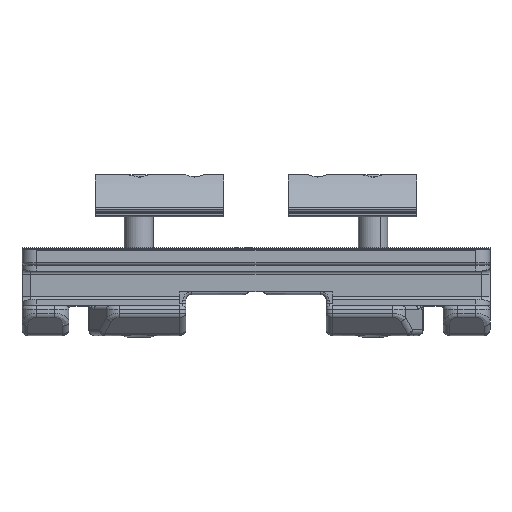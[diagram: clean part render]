
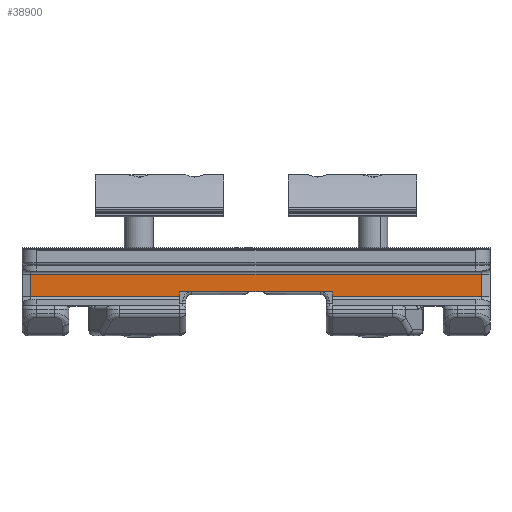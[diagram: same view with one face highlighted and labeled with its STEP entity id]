
A CAD part, left-side view. The second image highlights one B-rep face of the part: STEP entity #38900.
In plain terms, the highlighted planar face has unit normal (-1, 0, 0).
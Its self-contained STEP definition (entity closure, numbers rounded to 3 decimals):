
#38900 = ADVANCED_FACE('',(#38901),#38915,.F.);
#38901 = FACE_BOUND('',#38902,.T.);
#38902 = EDGE_LOOP('',(#38903,#38938,#38966,#38994,#39022,#39050,#39078,
    #39106));
#38903 = ORIENTED_EDGE('',*,*,#38904,.T.);
#38904 = EDGE_CURVE('',#38905,#38907,#38909,.T.);
#38905 = VERTEX_POINT('',#38906);
#38906 = CARTESIAN_POINT('',(-3.851,-38.5,-1.5));
#38907 = VERTEX_POINT('',#38908);
#38908 = CARTESIAN_POINT('',(-3.851,38.5,-1.5));
#38909 = SURFACE_CURVE('',#38910,(#38914,#38926),.PCURVE_S1.);
#38910 = LINE('',#38911,#38912);
#38911 = CARTESIAN_POINT('',(-3.851,40.,-1.5));
#38912 = VECTOR('',#38913,1.);
#38913 = DIRECTION('',(0.,1.,0.));
#38914 = PCURVE('',#38915,#38920);
#38915 = PLANE('',#38916);
#38916 = AXIS2_PLACEMENT_3D('',#38917,#38918,#38919);
#38917 = CARTESIAN_POINT('',(-3.851,-40.,-1.));
#38918 = DIRECTION('',(1.,0.,0.));
#38919 = DIRECTION('',(-0.,1.,0.));
#38920 = DEFINITIONAL_REPRESENTATION('',(#38921),#38925);
#38921 = LINE('',#38922,#38923);
#38922 = CARTESIAN_POINT('',(80.,-0.5));
#38923 = VECTOR('',#38924,1.);
#38924 = DIRECTION('',(1.,0.));
#38925 = ( GEOMETRIC_REPRESENTATION_CONTEXT(2) 
PARAMETRIC_REPRESENTATION_CONTEXT() REPRESENTATION_CONTEXT('2D SPACE',''
  ) );
#38926 = PCURVE('',#38927,#38932);
#38927 = CYLINDRICAL_SURFACE('',#38928,0.5);
#38928 = AXIS2_PLACEMENT_3D('',#38929,#38930,#38931);
#38929 = CARTESIAN_POINT('',(-4.351,-40.,-1.5));
#38930 = DIRECTION('',(0.,1.,0.));
#38931 = DIRECTION('',(0.,0.,-1.));
#38932 = DEFINITIONAL_REPRESENTATION('',(#38933),#38937);
#38933 = LINE('',#38934,#38935);
#38934 = CARTESIAN_POINT('',(4.712,80.));
#38935 = VECTOR('',#38936,1.);
#38936 = DIRECTION('',(0.,1.));
#38937 = ( GEOMETRIC_REPRESENTATION_CONTEXT(2) 
PARAMETRIC_REPRESENTATION_CONTEXT() REPRESENTATION_CONTEXT('2D SPACE',''
  ) );
#38938 = ORIENTED_EDGE('',*,*,#38939,.T.);
#38939 = EDGE_CURVE('',#38907,#38940,#38942,.T.);
#38940 = VERTEX_POINT('',#38941);
#38941 = CARTESIAN_POINT('',(-3.851,38.5,-5.3));
#38942 = SURFACE_CURVE('',#38943,(#38947,#38954),.PCURVE_S1.);
#38943 = LINE('',#38944,#38945);
#38944 = CARTESIAN_POINT('',(-3.851,38.5,-5.3));
#38945 = VECTOR('',#38946,1.);
#38946 = DIRECTION('',(0.,0.,-1.));
#38947 = PCURVE('',#38915,#38948);
#38948 = DEFINITIONAL_REPRESENTATION('',(#38949),#38953);
#38949 = LINE('',#38950,#38951);
#38950 = CARTESIAN_POINT('',(78.5,-4.3));
#38951 = VECTOR('',#38952,1.);
#38952 = DIRECTION('',(0.,-1.));
#38953 = ( GEOMETRIC_REPRESENTATION_CONTEXT(2) 
PARAMETRIC_REPRESENTATION_CONTEXT() REPRESENTATION_CONTEXT('2D SPACE',''
  ) );
#38954 = PCURVE('',#38955,#38960);
#38955 = PLANE('',#38956);
#38956 = AXIS2_PLACEMENT_3D('',#38957,#38958,#38959);
#38957 = CARTESIAN_POINT('',(-3.851,38.5,-1.));
#38958 = DIRECTION('',(-0.966,0.259,0.));
#38959 = DIRECTION('',(0.,0.,1.));
#38960 = DEFINITIONAL_REPRESENTATION('',(#38961),#38965);
#38961 = LINE('',#38962,#38963);
#38962 = CARTESIAN_POINT('',(-4.3,0.));
#38963 = VECTOR('',#38964,1.);
#38964 = DIRECTION('',(-1.,0.));
#38965 = ( GEOMETRIC_REPRESENTATION_CONTEXT(2) 
PARAMETRIC_REPRESENTATION_CONTEXT() REPRESENTATION_CONTEXT('2D SPACE',''
  ) );
#38966 = ORIENTED_EDGE('',*,*,#38967,.T.);
#38967 = EDGE_CURVE('',#38940,#38968,#38970,.T.);
#38968 = VERTEX_POINT('',#38969);
#38969 = CARTESIAN_POINT('',(-3.851,13.,-5.3));
#38970 = SURFACE_CURVE('',#38971,(#38975,#38982),.PCURVE_S1.);
#38971 = LINE('',#38972,#38973);
#38972 = CARTESIAN_POINT('',(-3.851,13.,-5.3));
#38973 = VECTOR('',#38974,1.);
#38974 = DIRECTION('',(0.,-1.,0.));
#38975 = PCURVE('',#38915,#38976);
#38976 = DEFINITIONAL_REPRESENTATION('',(#38977),#38981);
#38977 = LINE('',#38978,#38979);
#38978 = CARTESIAN_POINT('',(53.,-4.3));
#38979 = VECTOR('',#38980,1.);
#38980 = DIRECTION('',(-1.,0.));
#38981 = ( GEOMETRIC_REPRESENTATION_CONTEXT(2) 
PARAMETRIC_REPRESENTATION_CONTEXT() REPRESENTATION_CONTEXT('2D SPACE',''
  ) );
#38982 = PCURVE('',#38983,#38988);
#38983 = CYLINDRICAL_SURFACE('',#38984,0.5);
#38984 = AXIS2_PLACEMENT_3D('',#38985,#38986,#38987);
#38985 = CARTESIAN_POINT('',(-4.351,40.,-5.3));
#38986 = DIRECTION('',(0.,1.,0.));
#38987 = DIRECTION('',(0.,0.,-1.));
#38988 = DEFINITIONAL_REPRESENTATION('',(#38989),#38993);
#38989 = LINE('',#38990,#38991);
#38990 = CARTESIAN_POINT('',(4.712,-27.));
#38991 = VECTOR('',#38992,1.);
#38992 = DIRECTION('',(0.,-1.));
#38993 = ( GEOMETRIC_REPRESENTATION_CONTEXT(2) 
PARAMETRIC_REPRESENTATION_CONTEXT() REPRESENTATION_CONTEXT('2D SPACE',''
  ) );
#38994 = ORIENTED_EDGE('',*,*,#38995,.T.);
#38995 = EDGE_CURVE('',#38968,#38996,#38998,.T.);
#38996 = VERTEX_POINT('',#38997);
#38997 = CARTESIAN_POINT('',(-3.851,13.,-4.5));
#38998 = SURFACE_CURVE('',#38999,(#39003,#39010),.PCURVE_S1.);
#38999 = LINE('',#39000,#39001);
#39000 = CARTESIAN_POINT('',(-3.851,13.,-6.8));
#39001 = VECTOR('',#39002,1.);
#39002 = DIRECTION('',(0.,0.,1.));
#39003 = PCURVE('',#38915,#39004);
#39004 = DEFINITIONAL_REPRESENTATION('',(#39005),#39009);
#39005 = LINE('',#39006,#39007);
#39006 = CARTESIAN_POINT('',(53.,-5.8));
#39007 = VECTOR('',#39008,1.);
#39008 = DIRECTION('',(0.,1.));
#39009 = ( GEOMETRIC_REPRESENTATION_CONTEXT(2) 
PARAMETRIC_REPRESENTATION_CONTEXT() REPRESENTATION_CONTEXT('2D SPACE',''
  ) );
#39010 = PCURVE('',#39011,#39016);
#39011 = PLANE('',#39012);
#39012 = AXIS2_PLACEMENT_3D('',#39013,#39014,#39015);
#39013 = CARTESIAN_POINT('',(-3.851,13.,-6.8));
#39014 = DIRECTION('',(0.,1.,0.));
#39015 = DIRECTION('',(1.,0.,0.));
#39016 = DEFINITIONAL_REPRESENTATION('',(#39017),#39021);
#39017 = LINE('',#39018,#39019);
#39018 = CARTESIAN_POINT('',(0.,0.));
#39019 = VECTOR('',#39020,1.);
#39020 = DIRECTION('',(0.,-1.));
#39021 = ( GEOMETRIC_REPRESENTATION_CONTEXT(2) 
PARAMETRIC_REPRESENTATION_CONTEXT() REPRESENTATION_CONTEXT('2D SPACE',''
  ) );
#39022 = ORIENTED_EDGE('',*,*,#39023,.T.);
#39023 = EDGE_CURVE('',#38996,#39024,#39026,.T.);
#39024 = VERTEX_POINT('',#39025);
#39025 = CARTESIAN_POINT('',(-3.851,-13.,-4.5));
#39026 = SURFACE_CURVE('',#39027,(#39031,#39038),.PCURVE_S1.);
#39027 = LINE('',#39028,#39029);
#39028 = CARTESIAN_POINT('',(-3.851,-40.,-4.5));
#39029 = VECTOR('',#39030,1.);
#39030 = DIRECTION('',(0.,-1.,0.));
#39031 = PCURVE('',#38915,#39032);
#39032 = DEFINITIONAL_REPRESENTATION('',(#39033),#39037);
#39033 = LINE('',#39034,#39035);
#39034 = CARTESIAN_POINT('',(0.,-3.5));
#39035 = VECTOR('',#39036,1.);
#39036 = DIRECTION('',(-1.,0.));
#39037 = ( GEOMETRIC_REPRESENTATION_CONTEXT(2) 
PARAMETRIC_REPRESENTATION_CONTEXT() REPRESENTATION_CONTEXT('2D SPACE',''
  ) );
#39038 = PCURVE('',#39039,#39044);
#39039 = PLANE('',#39040);
#39040 = AXIS2_PLACEMENT_3D('',#39041,#39042,#39043);
#39041 = CARTESIAN_POINT('',(-15.85,40.,-4.5));
#39042 = DIRECTION('',(0.,0.,1.));
#39043 = DIRECTION('',(1.,0.,0.));
#39044 = DEFINITIONAL_REPRESENTATION('',(#39045),#39049);
#39045 = LINE('',#39046,#39047);
#39046 = CARTESIAN_POINT('',(11.999,-80.));
#39047 = VECTOR('',#39048,1.);
#39048 = DIRECTION('',(0.,-1.));
#39049 = ( GEOMETRIC_REPRESENTATION_CONTEXT(2) 
PARAMETRIC_REPRESENTATION_CONTEXT() REPRESENTATION_CONTEXT('2D SPACE',''
  ) );
#39050 = ORIENTED_EDGE('',*,*,#39051,.T.);
#39051 = EDGE_CURVE('',#39024,#39052,#39054,.T.);
#39052 = VERTEX_POINT('',#39053);
#39053 = CARTESIAN_POINT('',(-3.851,-13.,-5.3));
#39054 = SURFACE_CURVE('',#39055,(#39059,#39066),.PCURVE_S1.);
#39055 = LINE('',#39056,#39057);
#39056 = CARTESIAN_POINT('',(-3.851,-13.,-1.));
#39057 = VECTOR('',#39058,1.);
#39058 = DIRECTION('',(0.,0.,-1.));
#39059 = PCURVE('',#38915,#39060);
#39060 = DEFINITIONAL_REPRESENTATION('',(#39061),#39065);
#39061 = LINE('',#39062,#39063);
#39062 = CARTESIAN_POINT('',(27.,0.));
#39063 = VECTOR('',#39064,1.);
#39064 = DIRECTION('',(0.,-1.));
#39065 = ( GEOMETRIC_REPRESENTATION_CONTEXT(2) 
PARAMETRIC_REPRESENTATION_CONTEXT() REPRESENTATION_CONTEXT('2D SPACE',''
  ) );
#39066 = PCURVE('',#39067,#39072);
#39067 = PLANE('',#39068);
#39068 = AXIS2_PLACEMENT_3D('',#39069,#39070,#39071);
#39069 = CARTESIAN_POINT('',(-15.85,-13.,-4.5));
#39070 = DIRECTION('',(0.,-1.,0.));
#39071 = DIRECTION('',(0.,0.,-1.));
#39072 = DEFINITIONAL_REPRESENTATION('',(#39073),#39077);
#39073 = LINE('',#39074,#39075);
#39074 = CARTESIAN_POINT('',(-3.5,11.999));
#39075 = VECTOR('',#39076,1.);
#39076 = DIRECTION('',(1.,0.));
#39077 = ( GEOMETRIC_REPRESENTATION_CONTEXT(2) 
PARAMETRIC_REPRESENTATION_CONTEXT() REPRESENTATION_CONTEXT('2D SPACE',''
  ) );
#39078 = ORIENTED_EDGE('',*,*,#39079,.T.);
#39079 = EDGE_CURVE('',#39052,#39080,#39082,.T.);
#39080 = VERTEX_POINT('',#39081);
#39081 = CARTESIAN_POINT('',(-3.851,-38.5,-5.3));
#39082 = SURFACE_CURVE('',#39083,(#39087,#39094),.PCURVE_S1.);
#39083 = LINE('',#39084,#39085);
#39084 = CARTESIAN_POINT('',(-3.851,-40.,-5.3));
#39085 = VECTOR('',#39086,1.);
#39086 = DIRECTION('',(0.,-1.,0.));
#39087 = PCURVE('',#38915,#39088);
#39088 = DEFINITIONAL_REPRESENTATION('',(#39089),#39093);
#39089 = LINE('',#39090,#39091);
#39090 = CARTESIAN_POINT('',(0.,-4.3));
#39091 = VECTOR('',#39092,1.);
#39092 = DIRECTION('',(-1.,0.));
#39093 = ( GEOMETRIC_REPRESENTATION_CONTEXT(2) 
PARAMETRIC_REPRESENTATION_CONTEXT() REPRESENTATION_CONTEXT('2D SPACE',''
  ) );
#39094 = PCURVE('',#39095,#39100);
#39095 = CYLINDRICAL_SURFACE('',#39096,0.5);
#39096 = AXIS2_PLACEMENT_3D('',#39097,#39098,#39099);
#39097 = CARTESIAN_POINT('',(-4.351,-13.,-5.3));
#39098 = DIRECTION('',(0.,1.,0.));
#39099 = DIRECTION('',(0.,0.,-1.));
#39100 = DEFINITIONAL_REPRESENTATION('',(#39101),#39105);
#39101 = LINE('',#39102,#39103);
#39102 = CARTESIAN_POINT('',(4.712,-27.));
#39103 = VECTOR('',#39104,1.);
#39104 = DIRECTION('',(0.,-1.));
#39105 = ( GEOMETRIC_REPRESENTATION_CONTEXT(2) 
PARAMETRIC_REPRESENTATION_CONTEXT() REPRESENTATION_CONTEXT('2D SPACE',''
  ) );
#39106 = ORIENTED_EDGE('',*,*,#39107,.T.);
#39107 = EDGE_CURVE('',#39080,#38905,#39108,.T.);
#39108 = SURFACE_CURVE('',#39109,(#39113,#39120),.PCURVE_S1.);
#39109 = LINE('',#39110,#39111);
#39110 = CARTESIAN_POINT('',(-3.851,-38.5,-1.5));
#39111 = VECTOR('',#39112,1.);
#39112 = DIRECTION('',(0.,0.,1.));
#39113 = PCURVE('',#38915,#39114);
#39114 = DEFINITIONAL_REPRESENTATION('',(#39115),#39119);
#39115 = LINE('',#39116,#39117);
#39116 = CARTESIAN_POINT('',(1.5,-0.5));
#39117 = VECTOR('',#39118,1.);
#39118 = DIRECTION('',(0.,1.));
#39119 = ( GEOMETRIC_REPRESENTATION_CONTEXT(2) 
PARAMETRIC_REPRESENTATION_CONTEXT() REPRESENTATION_CONTEXT('2D SPACE',''
  ) );
#39120 = PCURVE('',#39121,#39126);
#39121 = PLANE('',#39122);
#39122 = AXIS2_PLACEMENT_3D('',#39123,#39124,#39125);
#39123 = CARTESIAN_POINT('',(-3.449,-40.,0.));
#39124 = DIRECTION('',(-0.966,-0.259,0.));
#39125 = DIRECTION('',(-0.259,0.966,0.));
#39126 = DEFINITIONAL_REPRESENTATION('',(#39127),#39131);
#39127 = LINE('',#39128,#39129);
#39128 = CARTESIAN_POINT('',(1.553,1.5));
#39129 = VECTOR('',#39130,1.);
#39130 = DIRECTION('',(0.,-1.));
#39131 = ( GEOMETRIC_REPRESENTATION_CONTEXT(2) 
PARAMETRIC_REPRESENTATION_CONTEXT() REPRESENTATION_CONTEXT('2D SPACE',''
  ) );
